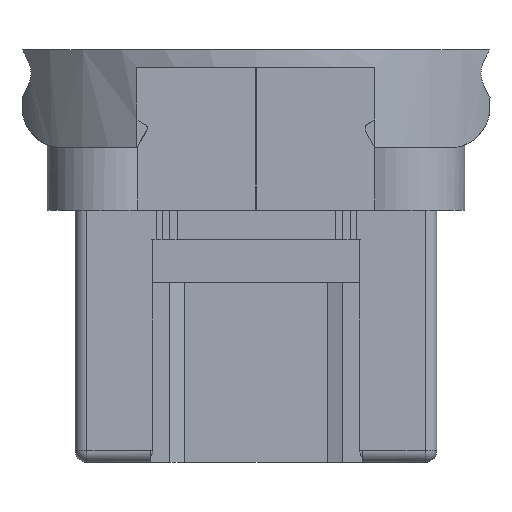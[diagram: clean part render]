
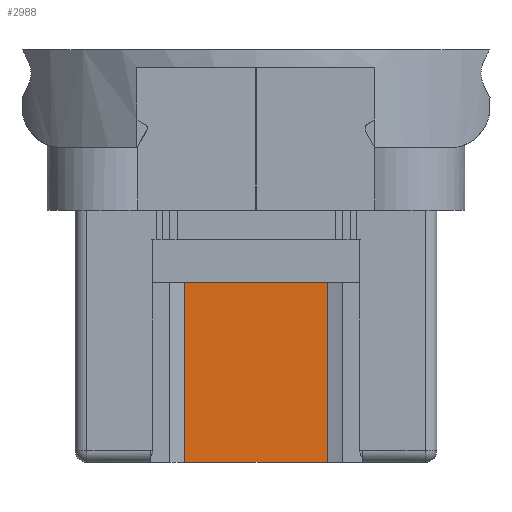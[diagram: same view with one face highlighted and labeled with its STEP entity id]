
A CAD part, left-side view. The second image highlights one B-rep face of the part: STEP entity #2988.
In plain terms, the highlighted planar face has unit normal (-1, 0, 0).
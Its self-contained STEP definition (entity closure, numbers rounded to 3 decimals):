
#155=PLANE('',#3219);
#331=FACE_OUTER_BOUND('',#503,.T.);
#503=EDGE_LOOP('',(#2716,#2717,#2718,#2719));
#837=LINE('',#5067,#1166);
#838=LINE('',#5071,#1167);
#839=LINE('',#5073,#1168);
#840=LINE('',#5074,#1169);
#1166=VECTOR('',#3966,10.);
#1167=VECTOR('',#3971,10.);
#1168=VECTOR('',#3972,10.);
#1169=VECTOR('',#3973,10.);
#1511=VERTEX_POINT('',#5064);
#1512=VERTEX_POINT('',#5066);
#1513=VERTEX_POINT('',#5070);
#1514=VERTEX_POINT('',#5072);
#1924=EDGE_CURVE('',#1511,#1512,#837,.T.);
#1926=EDGE_CURVE('',#1513,#1511,#838,.T.);
#1927=EDGE_CURVE('',#1513,#1514,#839,.T.);
#1928=EDGE_CURVE('',#1514,#1512,#840,.T.);
#2716=ORIENTED_EDGE('',*,*,#1926,.F.);
#2717=ORIENTED_EDGE('',*,*,#1927,.T.);
#2718=ORIENTED_EDGE('',*,*,#1928,.T.);
#2719=ORIENTED_EDGE('',*,*,#1924,.F.);
#2988=ADVANCED_FACE('',(#331),#155,.F.);
#3219=AXIS2_PLACEMENT_3D('',#5069,#3969,#3970);
#3966=DIRECTION('',(0.,0.,1.));
#3969=DIRECTION('center_axis',(1.,0.,0.));
#3970=DIRECTION('ref_axis',(0.,1.,0.));
#3971=DIRECTION('',(0.,1.,0.));
#3972=DIRECTION('',(0.,0.,1.));
#3973=DIRECTION('',(0.,1.,0.));
#5064=CARTESIAN_POINT('',(20.377,6.028,-34.84));
#5066=CARTESIAN_POINT('',(20.377,6.028,-19.64));
#5067=CARTESIAN_POINT('',(20.377,6.028,-34.84));
#5069=CARTESIAN_POINT('Origin',(20.377,-6.028,-34.84));
#5070=CARTESIAN_POINT('',(20.377,-6.028,-34.84));
#5071=CARTESIAN_POINT('',(20.377,-3.014,-34.84));
#5072=CARTESIAN_POINT('',(20.377,-6.028,-19.64));
#5073=CARTESIAN_POINT('',(20.377,-6.028,-34.84));
#5074=CARTESIAN_POINT('',(20.377,5.897,-19.64));
